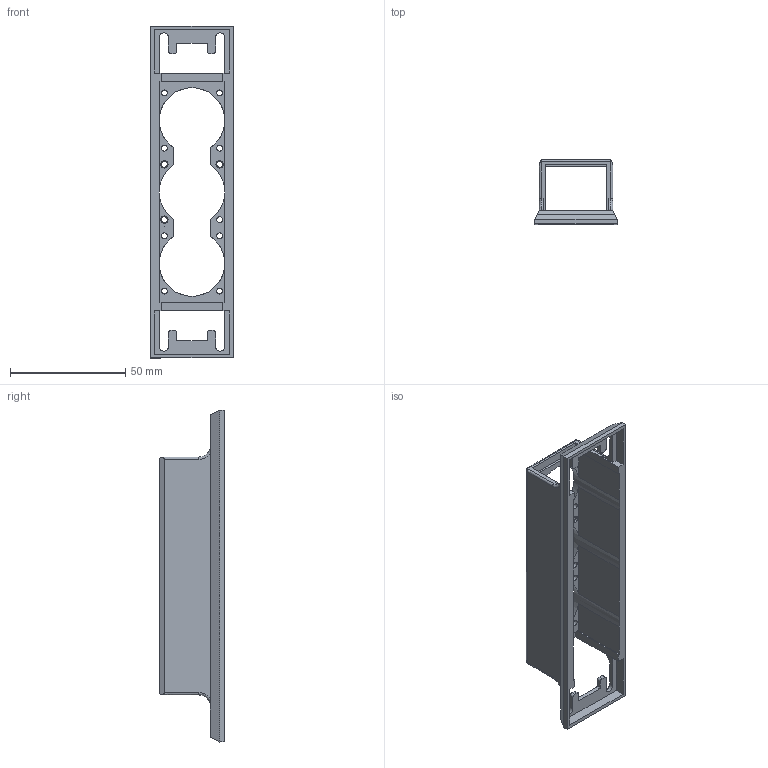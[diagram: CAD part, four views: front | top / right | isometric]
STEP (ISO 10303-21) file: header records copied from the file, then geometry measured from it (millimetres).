
FILE_DESCRIPTION(/* description */ (''),/* implementation_level */ '2;1');
FILE_NAME(/* name */ '06dee0a1-53c9-4052-b79f-93a45d7937fd.stp',/* time_stamp */ '2018-01-24T07:53:11+00:00',/* author */ (''),/* organization */ (''),/* preprocessor_version */ 'ST-DEVELOPER v16.13',/* originating_system */ 'Autodesk Translation Framework v6.5.0.72',/* authorisation */ '');
FILE_SCHEMA (('AUTOMOTIVE_DESIGN { 1 0 10303 214 3 1 1 }'));
Length unit declared in the file: millimetre
Products named in the file (2): x3 - Fan Shroud/Guard Chamber Heater; Component2
Assembly tree (1 placements, depth 2):
  x3 - Fan Shroud/Guard Chamber Heater
    Component2
Bounding box: 36 x 28 x 144 mm (x, y, z)
Volume: 16932 mm3; surface area: 18191.4 mm2
Topology: 1 solids, 1 shells, 139 faces, 405 edges, 267 vertices
Faces by surface type: plane 81, cylinder 48, bspline 10
Full cylindrical faces by diameter (mm): 2.5 x12, 3.2 x3
Entity records: 5327 total; most frequent: CARTESIAN_POINT 1492, ORIENTED_EDGE 810, DIRECTION 764, EDGE_CURVE 405, LINE 270, VECTOR 270, VERTEX_POINT 267, AXIS2_PLACEMENT_3D 247
